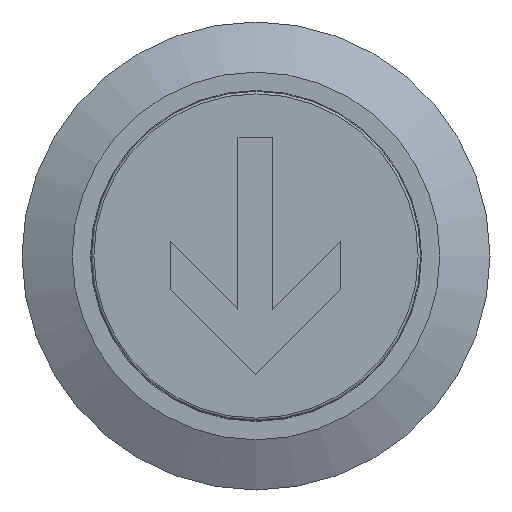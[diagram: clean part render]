
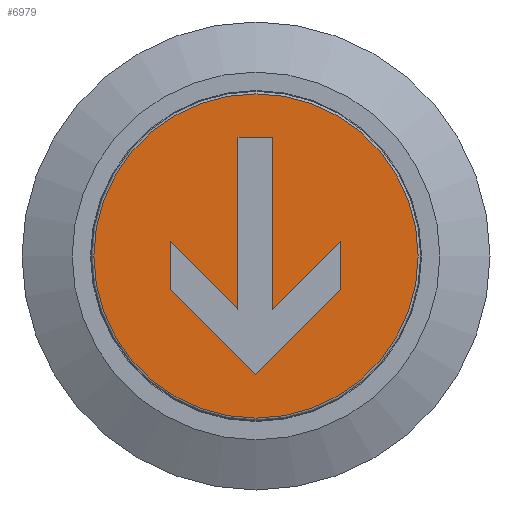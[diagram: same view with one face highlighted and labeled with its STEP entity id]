
A CAD part, front view. The second image highlights one B-rep face of the part: STEP entity #6979.
In plain terms, the highlighted planar face has unit normal (0, -1, 0).
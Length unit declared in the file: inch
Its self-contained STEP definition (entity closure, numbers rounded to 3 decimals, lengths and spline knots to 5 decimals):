
#213=FACE_BOUND('',#1268,.T.);
#498=CIRCLE('',#7551,0.38189);
#866=FACE_OUTER_BOUND('',#1267,.T.);
#1267=EDGE_LOOP('',(#5441));
#1268=EDGE_LOOP('',(#5442,#5443,#5444,#5445,#5446,#5447,#5448,#5449,#5450));
#1863=LINE('',#11251,#2461);
#1864=LINE('',#11253,#2462);
#1865=LINE('',#11255,#2463);
#1866=LINE('',#11257,#2464);
#1867=LINE('',#11259,#2465);
#1868=LINE('',#11261,#2466);
#1869=LINE('',#11263,#2467);
#1870=LINE('',#11265,#2468);
#1871=LINE('',#11266,#2469);
#2461=VECTOR('',#8926,0.3937);
#2462=VECTOR('',#8927,0.3937);
#2463=VECTOR('',#8928,0.3937);
#2464=VECTOR('',#8929,0.3937);
#2465=VECTOR('',#8930,0.3937);
#2466=VECTOR('',#8931,0.3937);
#2467=VECTOR('',#8932,0.3937);
#2468=VECTOR('',#8933,0.3937);
#2469=VECTOR('',#8934,0.3937);
#3094=VERTEX_POINT('',#11249);
#3095=VERTEX_POINT('',#11250);
#3096=VERTEX_POINT('',#11252);
#3097=VERTEX_POINT('',#11254);
#3098=VERTEX_POINT('',#11256);
#3099=VERTEX_POINT('',#11258);
#3100=VERTEX_POINT('',#11260);
#3101=VERTEX_POINT('',#11262);
#3102=VERTEX_POINT('',#11264);
#3103=VERTEX_POINT('',#11268);
#3954=EDGE_CURVE('',#3094,#3095,#1863,.T.);
#3955=EDGE_CURVE('',#3096,#3094,#1864,.T.);
#3956=EDGE_CURVE('',#3097,#3096,#1865,.T.);
#3957=EDGE_CURVE('',#3098,#3097,#1866,.T.);
#3958=EDGE_CURVE('',#3099,#3098,#1867,.T.);
#3959=EDGE_CURVE('',#3100,#3099,#1868,.T.);
#3960=EDGE_CURVE('',#3101,#3100,#1869,.T.);
#3961=EDGE_CURVE('',#3102,#3101,#1870,.T.);
#3962=EDGE_CURVE('',#3095,#3102,#1871,.T.);
#3963=EDGE_CURVE('',#3103,#3103,#498,.T.);
#5441=ORIENTED_EDGE('',*,*,#3963,.F.);
#5442=ORIENTED_EDGE('',*,*,#3961,.T.);
#5443=ORIENTED_EDGE('',*,*,#3960,.T.);
#5444=ORIENTED_EDGE('',*,*,#3959,.T.);
#5445=ORIENTED_EDGE('',*,*,#3958,.T.);
#5446=ORIENTED_EDGE('',*,*,#3957,.T.);
#5447=ORIENTED_EDGE('',*,*,#3956,.T.);
#5448=ORIENTED_EDGE('',*,*,#3955,.T.);
#5449=ORIENTED_EDGE('',*,*,#3954,.T.);
#5450=ORIENTED_EDGE('',*,*,#3962,.T.);
#6705=PLANE('',#7556);
#6979=ADVANCED_FACE('',(#866,#213),#6705,.T.);
#7551=AXIS2_PLACEMENT_3D('',#11269,#8937,#8938);
#7556=AXIS2_PLACEMENT_3D('',#11277,#8948,#8949);
#8926=DIRECTION('',(0.702,0.,-0.713));
#8927=DIRECTION('',(0.,0.,1.));
#8928=DIRECTION('',(-0.707,0.,0.707));
#8929=DIRECTION('',(-0.705,0.,-0.71));
#8930=DIRECTION('',(0.,0.,-1.));
#8931=DIRECTION('',(0.707,0.,0.707));
#8932=DIRECTION('',(0.,0.,-1.));
#8933=DIRECTION('',(1.,0.,0.));
#8934=DIRECTION('',(0.,0.,1.));
#8937=DIRECTION('center_axis',(0.,1.,0.));
#8938=DIRECTION('ref_axis',(0.,0.,
1.));
#8948=DIRECTION('center_axis',(0.,-1.,0.));
#8949=DIRECTION('ref_axis',(0.,0.,-1.));
#11249=CARTESIAN_POINT('',(-0.20132,-1.45276,0.03448));
#11250=CARTESIAN_POINT('',(-0.0424,-1.45276,-0.12694));
#11251=CARTESIAN_POINT('',(-0.20132,-1.45276,0.03448));
#11252=CARTESIAN_POINT('',(-0.20132,-1.45276,-0.07863));
#11253=CARTESIAN_POINT('',(-0.20132,-1.45276,-0.07863));
#11254=CARTESIAN_POINT('',(-0.00002,-1.45276,-0.28012));
#11255=CARTESIAN_POINT('',(-0.00002,-1.45276,-0.28012));
#11256=CARTESIAN_POINT('',(0.2001,-1.45276,-0.07863));
#11257=CARTESIAN_POINT('',(0.2001,-1.45276,-0.07863));
#11258=CARTESIAN_POINT('',(0.2001,-1.45276,0.03448));
#11259=CARTESIAN_POINT('',(0.2001,-1.45276,0.03448));
#11260=CARTESIAN_POINT('',(0.03882,-1.45276,-0.12694));
#11261=CARTESIAN_POINT('',(0.03882,-1.45276,-0.12694));
#11262=CARTESIAN_POINT('',(0.03882,-1.45276,0.27957));
#11263=CARTESIAN_POINT('',(0.03882,-1.45276,0.27957));
#11264=CARTESIAN_POINT('',(-0.0424,-1.45276,0.27957));
#11265=CARTESIAN_POINT('',(-0.0424,-1.45276,0.27957));
#11266=CARTESIAN_POINT('',(-0.0424,-1.45276,-0.12694));
#11268=CARTESIAN_POINT('',(0.,-1.45276,0.38189));
#11269=CARTESIAN_POINT('Origin',(0.,-1.45276,
0.));
#11277=CARTESIAN_POINT('Origin',(0.,-1.45276,
0.));
